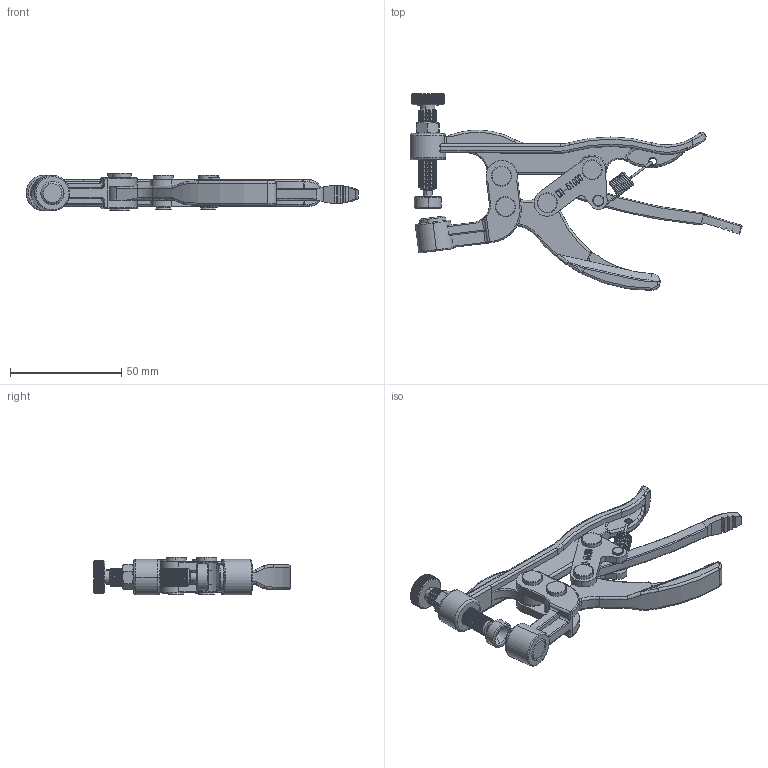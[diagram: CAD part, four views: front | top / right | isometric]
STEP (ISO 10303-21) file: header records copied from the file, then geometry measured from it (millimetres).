
FILE_DESCRIPTION (( 'STEP AP203' ), '1' );
FILE_NAME ('CH-51000.STEP', '2017-12-04T12:20:09', ( 'Windows' ), ( 'Microsoft' ), 'SwSTEP 2.0', 'SolidWorks 2015', '' );
FILE_SCHEMA (( 'CONFIG_CONTROL_DESIGN' ));
Length unit declared in the file: millimetre
Products named in the file (15): CH-SA-14112 NUT; 穩酗; CH-51000; 蟀裝淏; 蟀裝毀; 穩傻; 酗忒參; 吽薯忒梟; 幗豪蹟隊; í3; 褫雄揤芛; 盓殤揤芛; 盓殤; lll; 傻忒參
Assembly tree (16 placements, depth 2):
  CH-51000
    酗忒參
    幗豪蹟隊
    褫雄揤芛
    盓殤
    傻忒參
    穩酗  x2
    蟀裝淏
    蟀裝毀
    穩傻  x2
    吽薯忒梟
    í3
    盓殤揤芛
    lll
    CH-SA-14112 NUT
Bounding box: 149.17 x 88.4 x 17 mm (x, y, z)
Volume: 37644.5 mm3; surface area: 26373.2 mm2
Topology: 16 solids, 16 shells, 3392 faces, 9753 edges, 6414 vertices
Faces by surface type: plane 2067, cylinder 922, bspline 206, torus 131, cone 62, sphere 4
Entity records: 133687 total; most frequent: CARTESIAN_POINT 47325, ORIENTED_EDGE 19378, DIRECTION 15866, EDGE_CURVE 9689, VERTEX_POINT 6382, AXIS2_PLACEMENT_3D 5410, VECTOR 5046, LINE 5046
